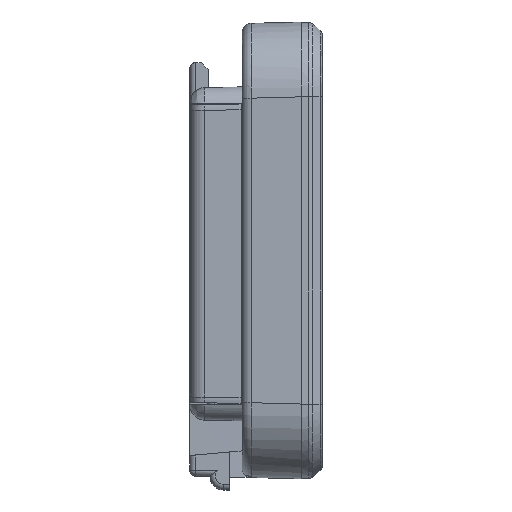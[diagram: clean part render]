
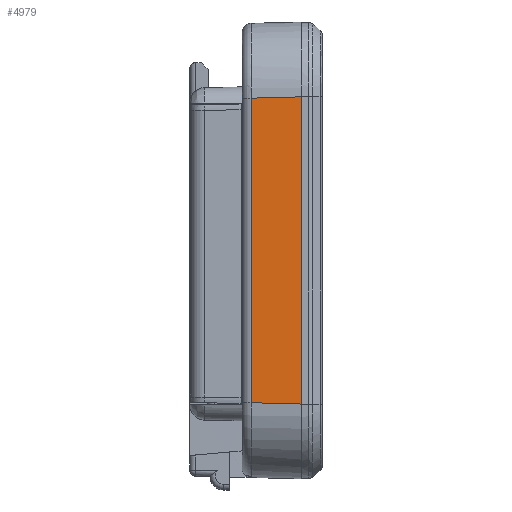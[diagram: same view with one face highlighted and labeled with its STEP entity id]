
A CAD part, left-side view. The second image highlights one B-rep face of the part: STEP entity #4979.
In plain terms, the highlighted planar face has unit normal (-1, 0.026, 0).
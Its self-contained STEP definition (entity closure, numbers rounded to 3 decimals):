
#675=DIRECTION('',(0.,0.,1.));
#676=VECTOR('',#675,26.675);
#677=CARTESIAN_POINT('',(-36.835,0.,
-12.855));
#678=LINE('',#677,#676);
#815=DIRECTION('',(0.026,0.999,0.026));
#816=VECTOR('',#815,4.374);
#817=CARTESIAN_POINT('',(-36.835,0.,
-12.855));
#818=LINE('',#817,#816);
#819=DIRECTION('',(-0.026,-0.999,0.026));
#820=VECTOR('',#819,4.374);
#821=CARTESIAN_POINT('',(-36.721,4.371,13.705));
#822=LINE('',#821,#820);
#823=CARTESIAN_POINT('',(-36.835,0.,
-12.855));
#2839=DIRECTION('',(0.,0.,-1.));
#2840=VECTOR('',#2839,26.446);
#2841=CARTESIAN_POINT('',(-36.721,4.371,13.705));
#2842=LINE('',#2841,#2840);
#3573=VERTEX_POINT('',#823);
#3574=CARTESIAN_POINT('',(-36.835,0.,
13.82));
#3575=VERTEX_POINT('',#3574);
#3618=CARTESIAN_POINT('',(-36.721,4.371,13.705));
#3619=VERTEX_POINT('',#3618);
#3621=CARTESIAN_POINT('',(-36.721,4.371,
-12.741));
#3622=VERTEX_POINT('',#3621);
#4966=CARTESIAN_POINT('',(-36.8,1.35,20.282));
#4967=DIRECTION('',(-1.,0.026,0.));
#4968=DIRECTION('',(0.,0.,-1.));
#4969=AXIS2_PLACEMENT_3D('',#4966,#4967,#4968);
#4970=PLANE('',#4969);
#4971=ORIENTED_EDGE('',*,*,#4852,.F.);
#4973=ORIENTED_EDGE('',*,*,#4972,.T.);
#4975=ORIENTED_EDGE('',*,*,#4974,.F.);
#4976=ORIENTED_EDGE('',*,*,#4956,.T.);
#4977=EDGE_LOOP('',(#4971,#4973,#4975,#4976));
#4978=FACE_OUTER_BOUND('',#4977,.F.);
#4852=EDGE_CURVE('',#3573,#3575,#678,.T.);
#4956=EDGE_CURVE('',#3619,#3575,#822,.T.);
#4972=EDGE_CURVE('',#3573,#3622,#818,.T.);
#4974=EDGE_CURVE('',#3619,#3622,#2842,.T.);
#4979=ADVANCED_FACE('',(#4978),#4970,.T.);
